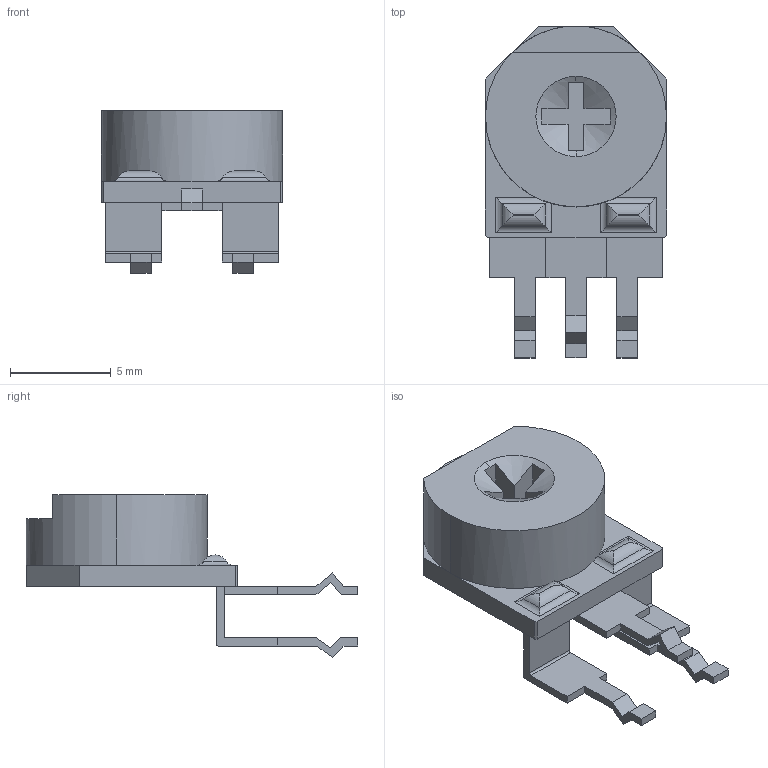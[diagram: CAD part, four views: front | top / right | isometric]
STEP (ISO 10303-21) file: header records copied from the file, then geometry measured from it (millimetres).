
FILE_DESCRIPTION((''),'2;1');
FILE_NAME('3319W','2013-08-06T',('maxm'),('Bourns, Inc.'),'PRO/ENGINEER BY PARAMETRIC TECHNOLOGY CORPORATION, 2012230','PRO/ENGINEER BY PARAMETRIC TECHNOLOGY CORPORATION, 2012230','');
FILE_SCHEMA(('CONFIG_CONTROL_DESIGN'));
Length unit declared in the file: inch
Products named in the file (1): 3319W
Bounding box: 8.99 x 16.48 x 8.08 mm (x, y, z)
Volume: 320.6 mm3; surface area: 460.8 mm2
Topology: 1 solids, 1 shells, 107 faces, 289 edges, 185 vertices
Faces by surface type: plane 82, cylinder 23, cone 2
Entity records: 3546 total; most frequent: CARTESIAN_POINT 873, ORIENTED_EDGE 578, DIRECTION 492, EDGE_CURVE 289, VECTOR 232, LINE 232, VERTEX_POINT 185, AXIS2_PLACEMENT_3D 130
